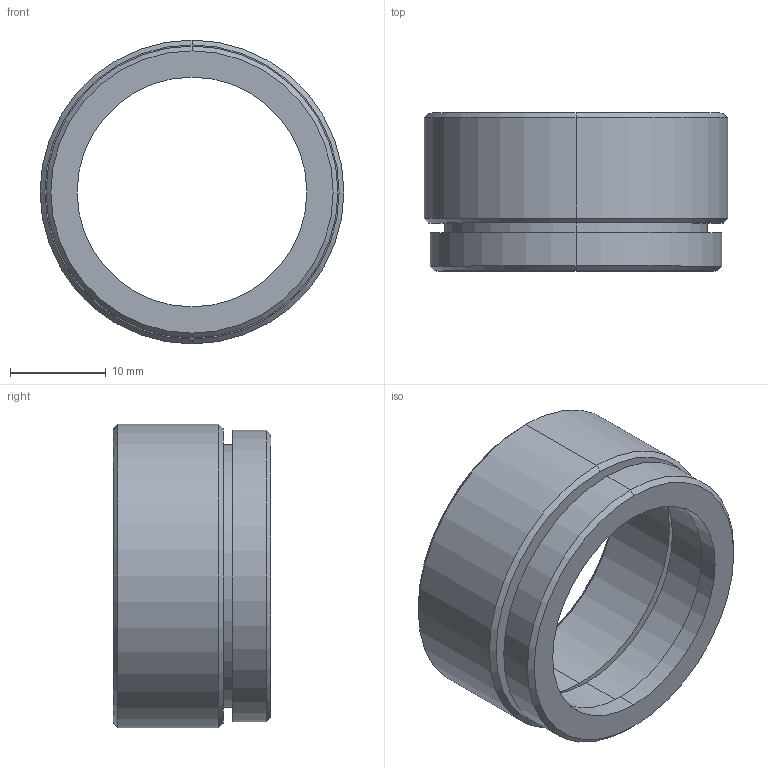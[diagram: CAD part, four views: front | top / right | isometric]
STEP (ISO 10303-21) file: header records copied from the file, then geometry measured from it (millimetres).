
FILE_DESCRIPTION (( 'STEP AP214' ), '1' );
FILE_NAME ('500019.STEP', '2019-09-03T07:41:23', ( 'user' ), ( '微软中国' ), 'SwSTEP 2.0', 'SolidWorks 2016', '' );
FILE_SCHEMA (( 'AUTOMOTIVE_DESIGN' ));
Length unit declared in the file: millimetre
Products named in the file (1): 500019
Bounding box: 31.75 x 16.5 x 31.75 mm (x, y, z)
Volume: 3800.9 mm3; surface area: 3995.6 mm2
Topology: 1 solids, 1 shells, 29 faces, 58 edges, 36 vertices
Faces by surface type: cylinder 14, cone 8, plane 7
Entity records: 846 total; most frequent: DIRECTION 154, CARTESIAN_POINT 124, ORIENTED_EDGE 116, AXIS2_PLACEMENT_3D 66, EDGE_CURVE 58, CIRCLE 36, EDGE_LOOP 36, VERTEX_POINT 36
